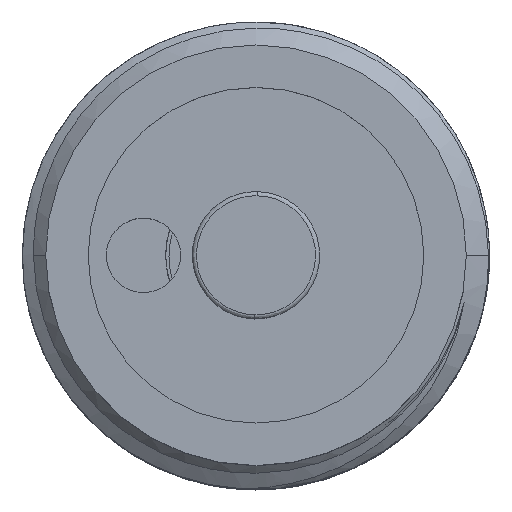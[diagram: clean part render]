
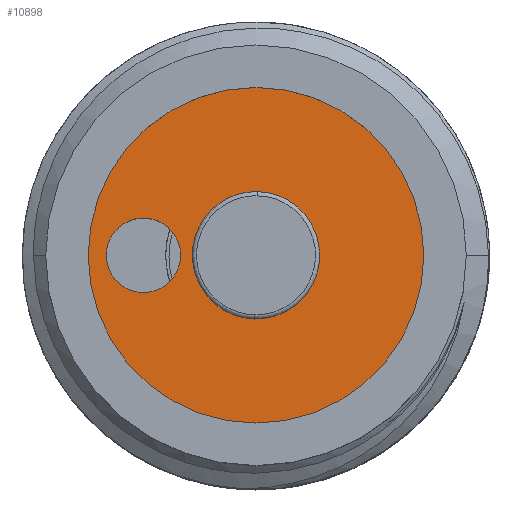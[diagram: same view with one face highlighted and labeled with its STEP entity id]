
A CAD part, top view. The second image highlights one B-rep face of the part: STEP entity #10898.
In plain terms, the highlighted face is planar.
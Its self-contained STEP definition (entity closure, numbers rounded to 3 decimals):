
#401 = VERTEX_POINT ( 'NONE', #13976 ) ;
#451 = FACE_BOUND ( 'NONE', #4825, .T. ) ;
#689 = DIRECTION ( 'NONE',  ( 0., 0., -1. ) ) ;
#798 = CIRCLE ( 'NONE', #1983, 8.5 ) ;
#1014 = DIRECTION ( 'NONE',  ( -1., 0., 0. ) ) ;
#1072 = EDGE_CURVE ( 'NONE', #12985, #9285, #7398, .T. ) ;
#1427 = CARTESIAN_POINT ( 'NONE',  ( 0., 0., 0. ) ) ;
#1489 = ORIENTED_EDGE ( 'NONE', *, *, #11865, .F. ) ;
#1983 = AXIS2_PLACEMENT_3D ( 'NONE', #8065, #13488, #4732 ) ;
#2168 = AXIS2_PLACEMENT_3D ( 'NONE', #13127, #1014, #14246 ) ;
#2461 = VERTEX_POINT ( 'NONE', #11700 ) ;
#2868 = CIRCLE ( 'NONE', #2168, 2. ) ;
#3107 = CARTESIAN_POINT ( 'NONE',  ( 0., 5.3, 0. ) ) ;
#3142 = CARTESIAN_POINT ( 'NONE',  ( 0., 0., 2. ) ) ;
#3505 = AXIS2_PLACEMENT_3D ( 'NONE', #7283, #13919, #689 ) ;
#3576 = AXIS2_PLACEMENT_3D ( 'NONE', #8220, #8321, #8371 ) ;
#3738 = DIRECTION ( 'NONE',  ( 0., 0., -1. ) ) ;
#3838 = EDGE_LOOP ( 'NONE', ( #5201, #6605 ) ) ;
#4013 = PLANE ( 'NONE',  #3576 ) ;
#4468 = VERTEX_POINT ( 'NONE', #12595 ) ;
#4732 = DIRECTION ( 'NONE',  ( 0., 0., -1. ) ) ;
#4825 = EDGE_LOOP ( 'NONE', ( #5830, #1489 ) ) ;
#5037 = EDGE_CURVE ( 'NONE', #13286, #401, #6683, .T. ) ;
#5201 = ORIENTED_EDGE ( 'NONE', *, *, #1072, .F. ) ;
#5366 = DIRECTION ( 'NONE',  ( 0., 0., -1. ) ) ;
#5776 = AXIS2_PLACEMENT_3D ( 'NONE', #3107, #9886, #5366 ) ;
#5830 = ORIENTED_EDGE ( 'NONE', *, *, #13659, .F. ) ;
#6417 = CARTESIAN_POINT ( 'NONE',  ( 0., 0., -2. ) ) ;
#6490 = ORIENTED_EDGE ( 'NONE', *, *, #5037, .F. ) ;
#6605 = ORIENTED_EDGE ( 'NONE', *, *, #8718, .F. ) ;
#6683 = CIRCLE ( 'NONE', #10685, 8.5 ) ;
#7283 = CARTESIAN_POINT ( 'NONE',  ( 0., 5.3, 0. ) ) ;
#7398 = CIRCLE ( 'NONE', #13998, 2. ) ;
#7403 = EDGE_CURVE ( 'NONE', #401, #13286, #798, .T. ) ;
#8065 = CARTESIAN_POINT ( 'NONE',  ( 0., 0., 0. ) ) ;
#8220 = CARTESIAN_POINT ( 'NONE',  ( 0., 0., 0. ) ) ;
#8270 = CARTESIAN_POINT ( 'NONE',  ( 0., 0., 0. ) ) ;
#8321 = DIRECTION ( 'NONE',  ( 1., 0., 0. ) ) ;
#8371 = DIRECTION ( 'NONE',  ( 0., 0., -1. ) ) ;
#8718 = EDGE_CURVE ( 'NONE', #9285, #12985, #2868, .T. ) ;
#9202 = DIRECTION ( 'NONE',  ( 0., 0., -1. ) ) ;
#9285 = VERTEX_POINT ( 'NONE', #3142 ) ;
#9343 = EDGE_LOOP ( 'NONE', ( #6490, #11462 ) ) ;
#9775 = FACE_BOUND ( 'NONE', #3838, .T. ) ;
#9886 = DIRECTION ( 'NONE',  ( -1., 0., 0. ) ) ;
#10685 = AXIS2_PLACEMENT_3D ( 'NONE', #1427, #11287, #9202 ) ;
#10898 = ADVANCED_FACE ( 'NONE', ( #451, #9775, #12540 ), #4013, .F. ) ;
#11287 = DIRECTION ( 'NONE',  ( 1., 0., 0. ) ) ;
#11462 = ORIENTED_EDGE ( 'NONE', *, *, #7403, .F. ) ;
#11657 = DIRECTION ( 'NONE',  ( -1., 0., 0. ) ) ;
#11700 = CARTESIAN_POINT ( 'NONE',  ( 0., 5.3, -1.75 ) ) ;
#11865 = EDGE_CURVE ( 'NONE', #4468, #2461, #13555, .T. ) ;
#12540 = FACE_OUTER_BOUND ( 'NONE', #9343, .T. ) ;
#12595 = CARTESIAN_POINT ( 'NONE',  ( 0., 5.3, 1.75 ) ) ;
#12854 = CIRCLE ( 'NONE', #3505, 1.75 ) ;
#12985 = VERTEX_POINT ( 'NONE', #6417 ) ;
#13127 = CARTESIAN_POINT ( 'NONE',  ( 0., 0., 0. ) ) ;
#13286 = VERTEX_POINT ( 'NONE', #13327 ) ;
#13327 = CARTESIAN_POINT ( 'NONE',  ( 0., 0., -8.5 ) ) ;
#13488 = DIRECTION ( 'NONE',  ( 1., 0., 0. ) ) ;
#13555 = CIRCLE ( 'NONE', #5776, 1.75 ) ;
#13659 = EDGE_CURVE ( 'NONE', #2461, #4468, #12854, .T. ) ;
#13919 = DIRECTION ( 'NONE',  ( -1., 0., 0. ) ) ;
#13976 = CARTESIAN_POINT ( 'NONE',  ( 0., 0., 8.5 ) ) ;
#13998 = AXIS2_PLACEMENT_3D ( 'NONE', #8270, #11657, #3738 ) ;
#14246 = DIRECTION ( 'NONE',  ( 0., 0., -1. ) ) ;
